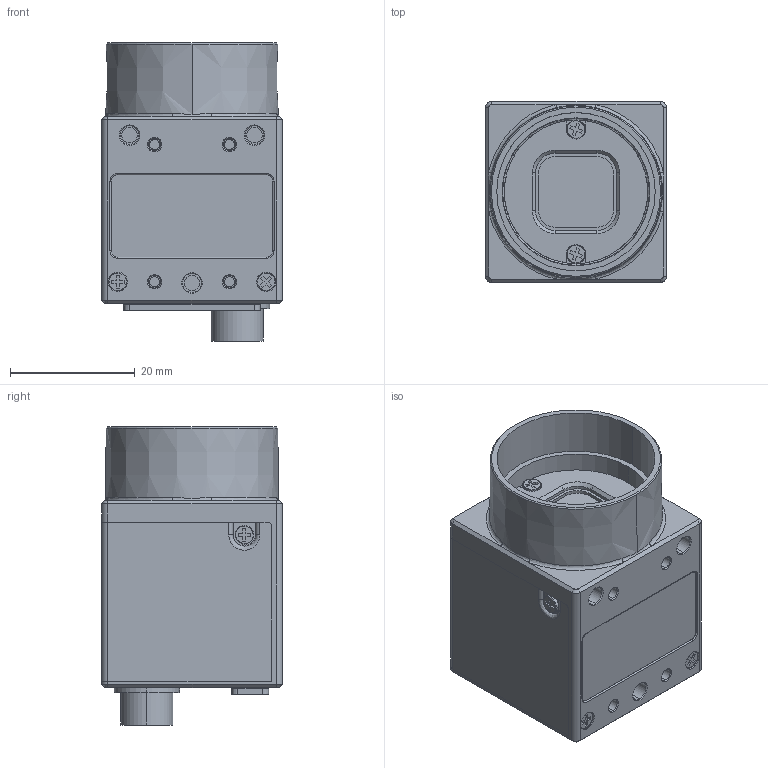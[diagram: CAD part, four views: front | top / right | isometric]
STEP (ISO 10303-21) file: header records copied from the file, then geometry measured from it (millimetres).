
FILE_DESCRIPTION (( 'STEP AP214' ), '1' );
FILE_NAME ('BFS-U3-04S2-C.STEP', '2022-12-16T18:30:20', ( '' ), ( '' ), 'SwSTEP 2.0', 'SolidWorks 2020', '' );
FILE_SCHEMA (( 'AUTOMOTIVE_DESIGN' ));
Length unit declared in the file: millimetre
Products named in the file (1): BFS-U3-04S2-C
Bounding box: 29 x 29 x 47.79 mm (x, y, z)
Volume: 26990.9 mm3; surface area: 7928.4 mm2
Topology: 1 solids, 1 shells, 479 faces, 1178 edges, 751 vertices
Faces by surface type: plane 229, cylinder 146, cone 53, bspline 49, sphere 2
Entity records: 15587 total; most frequent: CARTESIAN_POINT 4261, DIRECTION 2385, ORIENTED_EDGE 2346, EDGE_CURVE 1173, AXIS2_PLACEMENT_3D 851, VERTEX_POINT 749, VECTOR 683, LINE 683
